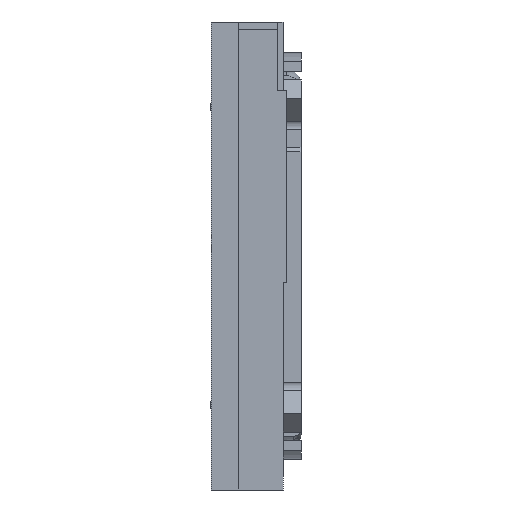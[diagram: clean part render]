
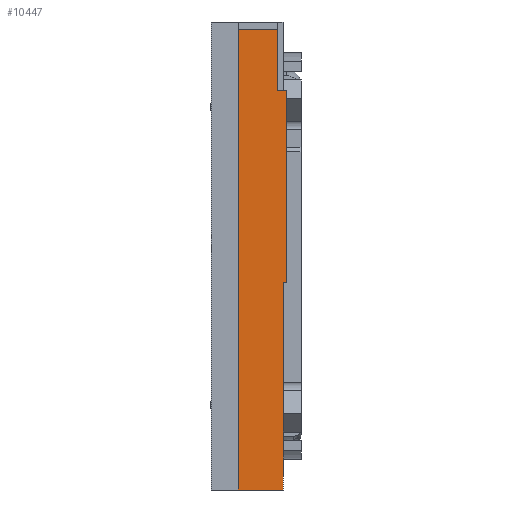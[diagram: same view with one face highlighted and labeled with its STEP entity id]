
A CAD part, left-side view. The second image highlights one B-rep face of the part: STEP entity #10447.
In plain terms, the highlighted planar face has unit normal (-1, 0, 0).
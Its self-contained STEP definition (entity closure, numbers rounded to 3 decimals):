
#495=FACE_OUTER_BOUND('',#1054,.T.);
#1054=EDGE_LOOP('',(#7426,#7427,#7428,#7429,#7430,#7431,#7432,#7433));
#1884=LINE('',#14637,#2990);
#2258=LINE('',#15632,#3364);
#2274=LINE('',#15661,#3380);
#2281=LINE('',#15678,#3387);
#2282=LINE('',#15680,#3388);
#2283=LINE('',#15681,#3389);
#2284=LINE('',#15683,#3390);
#2285=LINE('',#15684,#3391);
#2990=VECTOR('',#11814,5.75);
#3364=VECTOR('',#12582,0.25);
#3380=VECTOR('',#12606,1.7);
#3387=VECTOR('',#12619,1.1);
#3388=VECTOR('',#12620,12.8);
#3389=VECTOR('',#12621,1.25);
#3390=VECTOR('',#12622,0.1);
#3391=VECTOR('',#12623,5.35);
#4102=VERTEX_POINT('',#14634);
#4103=VERTEX_POINT('',#14636);
#4467=VERTEX_POINT('',#15629);
#4468=VERTEX_POINT('',#15631);
#4477=VERTEX_POINT('',#15659);
#4484=VERTEX_POINT('',#15677);
#4485=VERTEX_POINT('',#15679);
#4486=VERTEX_POINT('',#15682);
#5120=EDGE_CURVE('',#4102,#4103,#1884,.T.);
#5600=EDGE_CURVE('',#4467,#4468,#2258,.T.);
#5616=EDGE_CURVE('',#4477,#4467,#2274,.T.);
#5623=EDGE_CURVE('',#4484,#4477,#2281,.T.);
#5624=EDGE_CURVE('',#4484,#4485,#2282,.T.);
#5625=EDGE_CURVE('',#4485,#4103,#2283,.T.);
#5626=EDGE_CURVE('',#4102,#4486,#2284,.T.);
#5627=EDGE_CURVE('',#4468,#4486,#2285,.T.);
#7426=ORIENTED_EDGE('',*,*,#5600,.F.);
#7427=ORIENTED_EDGE('',*,*,#5616,.F.);
#7428=ORIENTED_EDGE('',*,*,#5623,.F.);
#7429=ORIENTED_EDGE('',*,*,#5624,.T.);
#7430=ORIENTED_EDGE('',*,*,#5625,.T.);
#7431=ORIENTED_EDGE('',*,*,#5120,.F.);
#7432=ORIENTED_EDGE('',*,*,#5626,.T.);
#7433=ORIENTED_EDGE('',*,*,#5627,.F.);
#9866=PLANE('',#11133);
#10447=ADVANCED_FACE('',(#495),#9866,.T.);
#11133=AXIS2_PLACEMENT_3D('',#15676,#12617,#12618);
#11814=DIRECTION('',(0.,0.,-1.));
#12582=DIRECTION('',(0.,-1.,0.));
#12606=DIRECTION('',(0.,0.,-1.));
#12617=DIRECTION('center_axis',(-1.,0.,0.));
#12618=DIRECTION('ref_axis',(0.,0.,1.));
#12619=DIRECTION('',(0.,-1.,0.));
#12620=DIRECTION('',(0.,0.,-1.));
#12621=DIRECTION('',(0.,-1.,0.));
#12622=DIRECTION('',(0.,-1.,0.));
#12623=DIRECTION('',(0.,0.,-1.));
#14634=CARTESIAN_POINT('',(-9.,-1.25,-0.75));
#14636=CARTESIAN_POINT('',(-9.,-1.25,-6.5));
#14637=CARTESIAN_POINT('',(-9.,-1.25,-0.75));
#15629=CARTESIAN_POINT('',(-9.,-1.1,4.6));
#15631=CARTESIAN_POINT('',(-9.,-1.35,4.6));
#15632=CARTESIAN_POINT('',(-9.,-1.1,4.6));
#15659=CARTESIAN_POINT('',(-9.,-1.1,6.3));
#15661=CARTESIAN_POINT('',(-9.,-1.1,6.3));
#15676=CARTESIAN_POINT('Origin',(-9.,0.029,-0.1));
#15677=CARTESIAN_POINT('',(-9.,0.,6.3));
#15678=CARTESIAN_POINT('',(-9.,0.,6.3));
#15679=CARTESIAN_POINT('',(-9.,0.,-6.5));
#15680=CARTESIAN_POINT('',(-9.,0.,6.3));
#15681=CARTESIAN_POINT('',(-9.,0.,-6.5));
#15682=CARTESIAN_POINT('',(-9.,-1.35,-0.75));
#15683=CARTESIAN_POINT('',(-9.,-1.25,-0.75));
#15684=CARTESIAN_POINT('',(-9.,-1.35,4.6));
